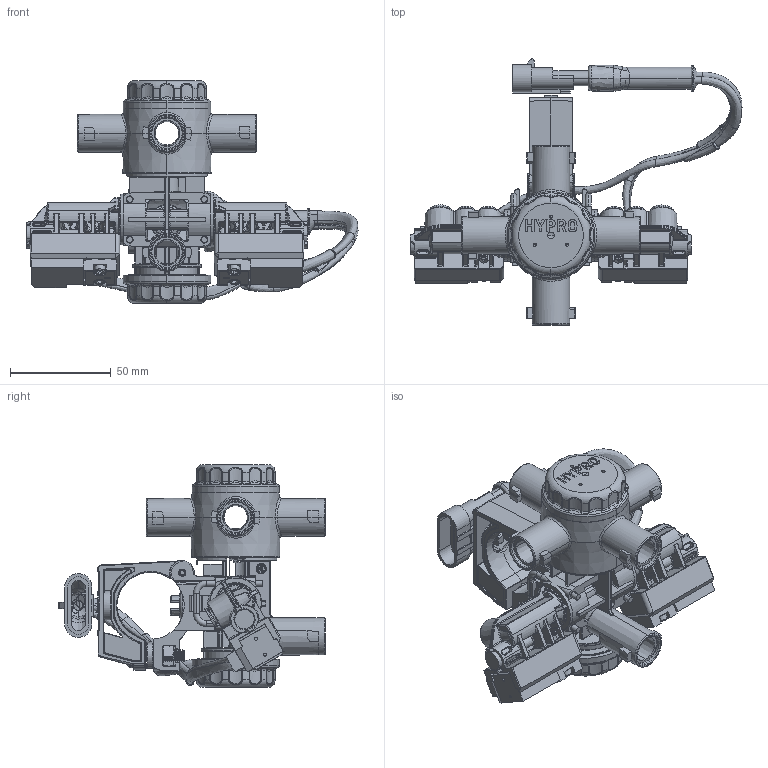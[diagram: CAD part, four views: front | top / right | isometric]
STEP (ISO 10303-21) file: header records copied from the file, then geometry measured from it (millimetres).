
FILE_DESCRIPTION (( 'STEP AP203' ), '1' );
FILE_NAME ('4214-2504V.STEP', '2016-10-03T21:55:46', ( '' ), ( '' ), 'SwSTEP 2.0', 'SolidWorks 2015', '' );
FILE_SCHEMA (( 'CONFIG_CONTROL_DESIGN' ));
Products named in the file (1): 4214-2504V
Bounding box: 164.71 x 132.1 x 110.62 mm (x, y, z)
Surface area: 95535.1 mm2 (no closed solid volume)
Topology: 0 solids, 86 shells, 2760 faces, 10365 edges, 7385 vertices
Faces by surface type: plane 906, cylinder 798, bspline 564, cone 237, torus 229, sphere 26
Entity records: 148723 total; most frequent: CARTESIAN_POINT 71263, ORIENTED_EDGE 15984, DIRECTION 13976, EDGE_CURVE 10331, VERTEX_POINT 7385, AXIS2_PLACEMENT_3D 4835, LINE 4306, VECTOR 4306
